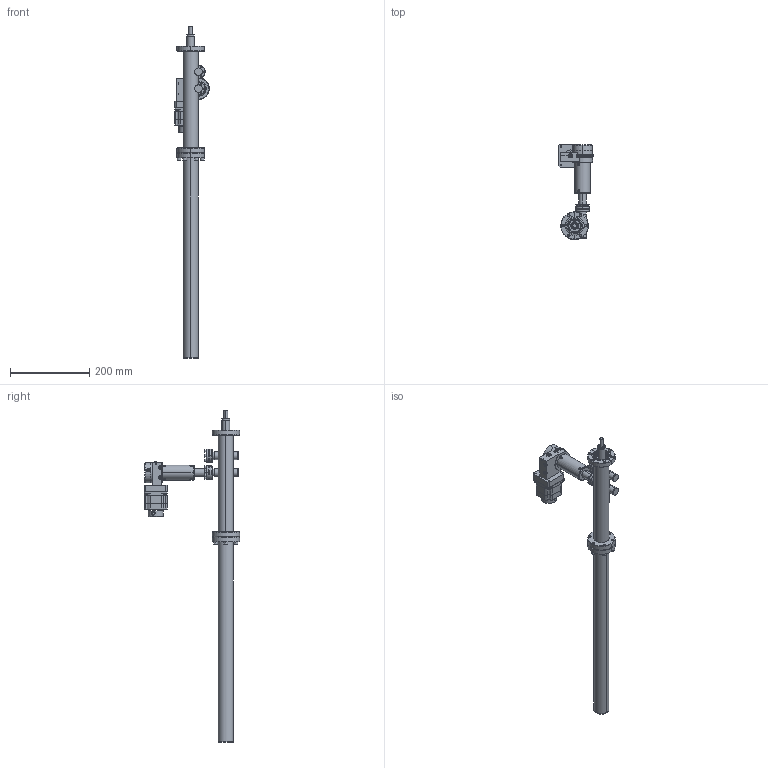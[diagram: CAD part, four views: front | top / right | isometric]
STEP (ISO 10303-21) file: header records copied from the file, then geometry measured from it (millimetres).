
FILE_DESCRIPTION (( 'STEP AP214' ), '1' );
FILE_NAME ('RPL-.75-20_MS-W ASSEMBLY.STEP', '2016-09-08T21:39:28', ( 'My Thermionics' ), ( '' ), 'SwSTEP 2.0', 'SolidWorks 2010', '' );
FILE_SCHEMA (( 'AUTOMOTIVE_DESIGN' ));
Length unit declared in the file: inch
Products named in the file (1): RPL-.75-20_MS-W ASSEMBLY
Bounding box: 86.78 x 239.52 x 836.26 mm (x, y, z)
Surface area: 270068.9 mm2 (no closed solid volume)
Topology: 0 solids, 110 shells, 891 faces, 3617 edges, 2679 vertices
Faces by surface type: plane 382, cylinder 301, cone 126, torus 82
Entity records: 52268 total; most frequent: CARTESIAN_POINT 10886, DIRECTION 6553, ORIENTED_EDGE 5135, EDGE_CURVE 3593, VERTEX_POINT 2679, AXIS2_PLACEMENT_3D 2351, LINE 1851, VECTOR 1851
